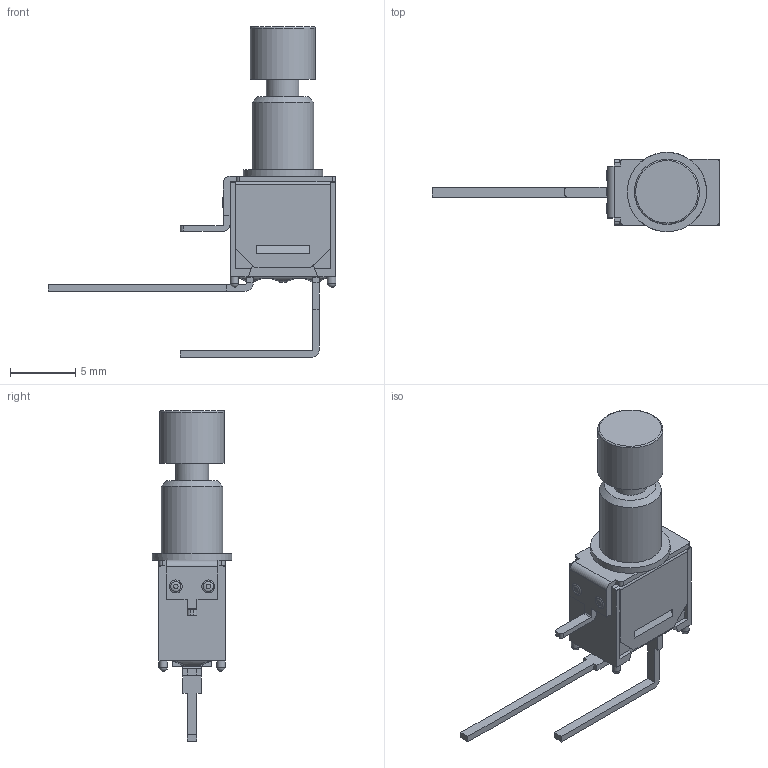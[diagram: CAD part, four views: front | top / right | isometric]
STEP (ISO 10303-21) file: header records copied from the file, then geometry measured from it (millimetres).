
FILE_DESCRIPTION((' '),'2;1');
FILE_NAME('800SP9B7M7xEC1xxx.stp','2017-07-19T16:31:00',(' '),(' '),' ','ACIS',' ');
FILE_SCHEMA(('CONFIG_CONTROL_DESIGN'));
Length unit declared in the file: inch
Products named in the file (1): 800SP9B7M7xEC1xxx.stp
Bounding box: 22.1 x 6.09 x 25.4 mm (x, y, z)
Volume: 379.4 mm3; surface area: 989.4 mm2
Topology: 1 solids, 2 shells, 223 faces, 626 edges, 396 vertices
Faces by surface type: plane 158, cylinder 44, bspline 12, cone 4, sphere 4, torus 1
Full cylindrical faces by diameter (mm): 0.65 x4, 2.54 x1, 2.6 x1, 4.75 x1, 5 x1, 6.1 x1
Entity records: 8408 total; most frequent: CARTESIAN_POINT 2661, ORIENTED_EDGE 1194, DIRECTION 1138, EDGE_CURVE 597, VECTOR 420, LINE 420, VERTEX_POINT 387, AXIS2_PLACEMENT_3D 359
